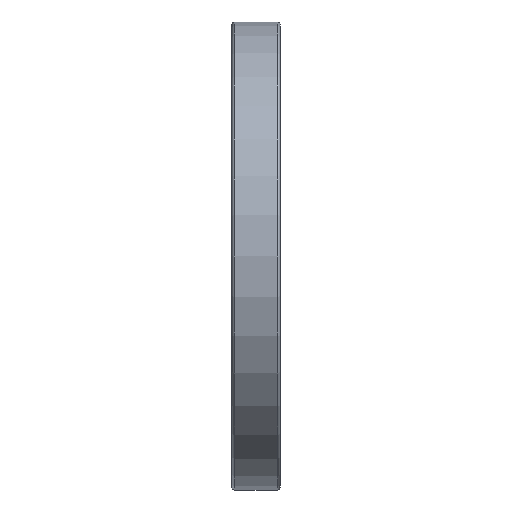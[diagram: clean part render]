
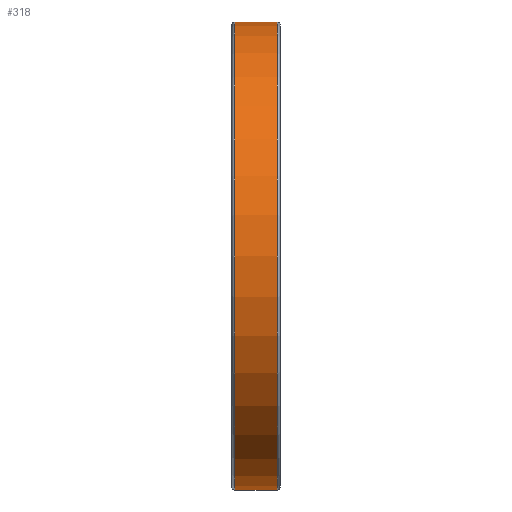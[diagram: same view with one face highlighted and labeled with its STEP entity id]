
A CAD part, front view. The second image highlights one B-rep face of the part: STEP entity #318.
In plain terms, the highlighted cylindrical face has radius 87.5 mm (diameter 175 mm), a full revolution.
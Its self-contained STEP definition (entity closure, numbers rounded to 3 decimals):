
#147=CYLINDRICAL_SURFACE('',#388,87.5);
#182=ORIENTED_EDGE('',*,*,#201,.T.);
#183=ORIENTED_EDGE('',*,*,#200,.F.);
#200=EDGE_CURVE('',#216,#216,#233,.T.);
#201=EDGE_CURVE('',#217,#217,#234,.T.);
#216=VERTEX_POINT('',#591);
#217=VERTEX_POINT('',#594);
#233=CIRCLE('',#387,87.5);
#234=CIRCLE('',#389,87.5);
#263=EDGE_LOOP('',(#182));
#264=EDGE_LOOP('',(#183));
#295=FACE_BOUND('',#263,.T.);
#296=FACE_BOUND('',#264,.T.);
#318=ADVANCED_FACE('',(#295,#296),#147,.T.);
#387=AXIS2_PLACEMENT_3D('',#590,#480,#481);
#388=AXIS2_PLACEMENT_3D('',#592,#482,#483);
#389=AXIS2_PLACEMENT_3D('',#593,#484,#485);
#480=DIRECTION('',(1.,0.,0.));
#481=DIRECTION('',(0.,0.,-1.));
#482=DIRECTION('',(1.,0.,0.));
#483=DIRECTION('',(0.,0.,-1.));
#484=DIRECTION('',(1.,0.,0.));
#485=DIRECTION('',(0.,0.,-1.));
#590=CARTESIAN_POINT('',(16.9,0.,0.));
#591=CARTESIAN_POINT('',(16.9,0.,-87.5));
#592=CARTESIAN_POINT('',(18.,0.,0.));
#593=CARTESIAN_POINT('',(1.1,0.,0.));
#594=CARTESIAN_POINT('',(1.1,0.,-87.5));
